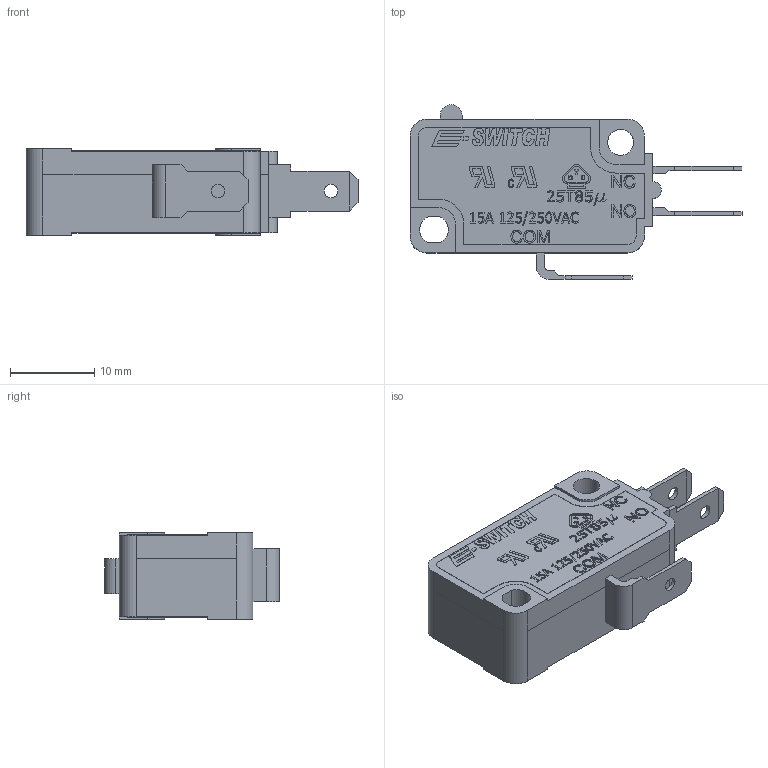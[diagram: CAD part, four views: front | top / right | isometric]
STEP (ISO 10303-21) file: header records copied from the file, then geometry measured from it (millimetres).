
FILE_DESCRIPTION(/* description */ (' '),/* implementation_level */ '2;1');
FILE_NAME(/* name */ 'LS085xx00FxxxC1A.stp',/* time_stamp */ '2024-05-15T13:54:02-05:00',/* author */ ('mwilliams'),/* organization */ (' '),/* preprocessor_version */ 'ST-DEVELOPER v18.1',/* originating_system */ 'Autodesk Inventor 2022',/* authorisation */ ' ');
FILE_SCHEMA (('AUTOMOTIVE_DESIGN { 1 0 10303 214 3 1 1 }'));
Length unit declared in the file: inch
Products named in the file (1): LS085xx00FxxxC1A
Bounding box: 39.5 x 20.8 x 10.3 mm (x, y, z)
Volume: 4335.2 mm3; surface area: 2495.1 mm2
Topology: 1 solids, 1 shells, 767 faces, 2116 edges, 1406 vertices
Faces by surface type: plane 515, bspline 204, cylinder 48
Full cylindrical faces by diameter (mm): 1.6 x3, 3.1 x1
Entity records: 25345 total; most frequent: CARTESIAN_POINT 7026, ORIENTED_EDGE 4232, DIRECTION 2932, EDGE_CURVE 2116, LINE 1612, VECTOR 1612, VERTEX_POINT 1406, EDGE_LOOP 832
